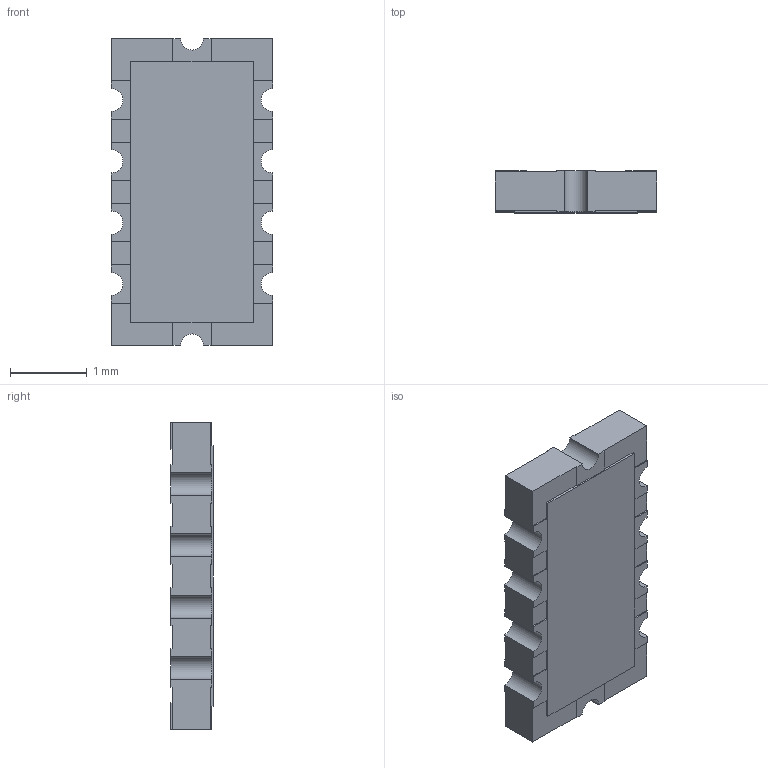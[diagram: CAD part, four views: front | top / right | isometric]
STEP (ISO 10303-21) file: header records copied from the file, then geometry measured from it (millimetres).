
FILE_DESCRIPTION((''),'2;1');
FILE_NAME('CAT_25-J','2012-08-16T',('ryans'),('Bourns, Inc.'),'PRO/ENGINEER BY PARAMETRIC TECHNOLOGY CORPORATION, 2010100','PRO/ENGINEER BY PARAMETRIC TECHNOLOGY CORPORATION, 2010100','');
FILE_SCHEMA(('CONFIG_CONTROL_DESIGN'));
Length unit declared in the file: millimetre
Products named in the file (1): CAT_25-J
Bounding box: 2.1 x 0.55 x 4 mm (x, y, z)
Volume: 4.3 mm3; surface area: 23.8 mm2
Topology: 1 solids, 1 shells, 110 faces, 324 edges, 216 vertices
Faces by surface type: plane 100, cylinder 10
Entity records: 3646 total; most frequent: CARTESIAN_POINT 650, ORIENTED_EDGE 648, DIRECTION 564, EDGE_CURVE 324, VECTOR 304, LINE 304, VERTEX_POINT 216, AXIS2_PLACEMENT_3D 130
